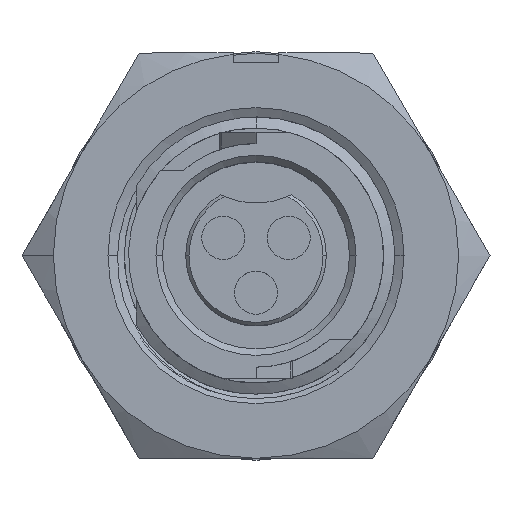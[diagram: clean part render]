
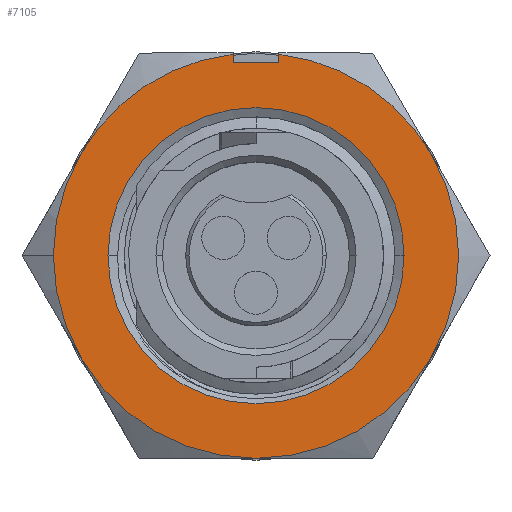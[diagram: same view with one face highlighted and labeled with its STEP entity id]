
A CAD part, top view. The second image highlights one B-rep face of the part: STEP entity #7105.
In plain terms, the highlighted planar face has unit normal (0, 0, 1).
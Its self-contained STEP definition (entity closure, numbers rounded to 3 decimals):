
#313 = EDGE_CURVE ( 'NONE', #10029, #3843, #11211, .T. ) ;
#333 = FACE_OUTER_BOUND ( 'NONE', #3816, .T. ) ;
#519 = CIRCLE ( 'NONE', #7844, 7.874 ) ;
#622 = VERTEX_POINT ( 'NONE', #7184 ) ;
#731 = CARTESIAN_POINT ( 'NONE',  ( 0., 0., 9.186 ) ) ;
#890 = CARTESIAN_POINT ( 'NONE',  ( -0.889, 7.824, 9.186 ) ) ;
#984 = CARTESIAN_POINT ( 'NONE',  ( 0., 0., 9.186 ) ) ;
#997 = DIRECTION ( 'NONE',  ( 0., 1., 0. ) ) ;
#1022 = VERTEX_POINT ( 'NONE', #890 ) ;
#1211 = VERTEX_POINT ( 'NONE', #11178 ) ;
#1459 = DIRECTION ( 'NONE',  ( 0., 0., -1. ) ) ;
#1554 = DIRECTION ( 'NONE',  ( -1., 0., 0. ) ) ;
#1665 = CARTESIAN_POINT ( 'NONE',  ( 0., 0., 9.186 ) ) ;
#1844 = EDGE_CURVE ( 'NONE', #8649, #9018, #8327, .T. ) ;
#2043 = ORIENTED_EDGE ( 'NONE', *, *, #10975, .F. ) ;
#2068 = EDGE_CURVE ( 'NONE', #1022, #5379, #4621, .T. ) ;
#2190 = DIRECTION ( 'NONE',  ( 0., 0., -1. ) ) ;
#2232 = EDGE_CURVE ( 'NONE', #3820, #10029, #519, .T. ) ;
#2308 = AXIS2_PLACEMENT_3D ( 'NONE', #12055, #3092, #6049 ) ;
#2445 = CARTESIAN_POINT ( 'NONE',  ( 0., 0., 9.186 ) ) ;
#2479 = CARTESIAN_POINT ( 'NONE',  ( 0., -15.748, 9.186 ) ) ;
#2558 = ORIENTED_EDGE ( 'NONE', *, *, #7337, .T. ) ;
#3092 = DIRECTION ( 'NONE',  ( 0., 0., -1. ) ) ;
#3304 = AXIS2_PLACEMENT_3D ( 'NONE', #12203, #2190, #6316 ) ;
#3327 = VERTEX_POINT ( 'NONE', #9040 ) ;
#3437 = CARTESIAN_POINT ( 'NONE',  ( -0.889, 8.938, 9.186 ) ) ;
#3446 = ORIENTED_EDGE ( 'NONE', *, *, #8109, .F. ) ;
#3470 = PLANE ( 'NONE',  #9135 ) ;
#3816 = EDGE_LOOP ( 'NONE', ( #11601, #5904, #3446, #12012, #6732, #2043, #11258, #11032, #12809, #11378 ) ) ;
#3820 = VERTEX_POINT ( 'NONE', #6756 ) ;
#3843 = VERTEX_POINT ( 'NONE', #8790 ) ;
#3974 = VERTEX_POINT ( 'NONE', #12639 ) ;
#4085 = CARTESIAN_POINT ( 'NONE',  ( -7.874, 0., 9.186 ) ) ;
#4323 = AXIS2_PLACEMENT_3D ( 'NONE', #731, #7653, #9765 ) ;
#4510 = CIRCLE ( 'NONE', #12856, 5.753 ) ;
#4554 = DIRECTION ( 'NONE',  ( 0., -1., 0. ) ) ;
#4621 = LINE ( 'NONE', #3437, #5320 ) ;
#5013 = EDGE_LOOP ( 'NONE', ( #8670, #2558 ) ) ;
#5218 = LINE ( 'NONE', #9226, #11611 ) ;
#5320 = VECTOR ( 'NONE', #4554, 1000. ) ;
#5379 = VERTEX_POINT ( 'NONE', #12802 ) ;
#5553 = AXIS2_PLACEMENT_3D ( 'NONE', #2445, #1459, #12392 ) ;
#5601 = EDGE_CURVE ( 'NONE', #11814, #1022, #9123, .T. ) ;
#5776 = AXIS2_PLACEMENT_3D ( 'NONE', #7620, #10646, #8548 ) ;
#5904 = ORIENTED_EDGE ( 'NONE', *, *, #12860, .F. ) ;
#6049 = DIRECTION ( 'NONE',  ( -1., 0., 0. ) ) ;
#6313 = CARTESIAN_POINT ( 'NONE',  ( -6.819, -3.937, 9.186 ) ) ;
#6316 = DIRECTION ( 'NONE',  ( -1., 0., 0. ) ) ;
#6630 = CIRCLE ( 'NONE', #4323, 5.753 ) ;
#6732 = ORIENTED_EDGE ( 'NONE', *, *, #5601, .F. ) ;
#6756 = CARTESIAN_POINT ( 'NONE',  ( 0.889, 7.824, 9.186 ) ) ;
#6925 = CIRCLE ( 'NONE', #2308, 7.874 ) ;
#7105 = ADVANCED_FACE ( 'NONE', ( #10544, #333 ), #3470, .F. ) ;
#7184 = CARTESIAN_POINT ( 'NONE',  ( 0., -7.874, 9.186 ) ) ;
#7321 = DIRECTION ( 'NONE',  ( 0., 0., -1. ) ) ;
#7337 = EDGE_CURVE ( 'NONE', #3327, #1211, #6630, .T. ) ;
#7390 = CARTESIAN_POINT ( 'NONE',  ( -6.819, 3.937, 9.186 ) ) ;
#7620 = CARTESIAN_POINT ( 'NONE',  ( 0., 0., 9.186 ) ) ;
#7653 = DIRECTION ( 'NONE',  ( 0., 0., -1. ) ) ;
#7832 = EDGE_CURVE ( 'NONE', #1211, #3327, #4510, .T. ) ;
#7844 = AXIS2_PLACEMENT_3D ( 'NONE', #1665, #8941, #9798 ) ;
#8109 = EDGE_CURVE ( 'NONE', #5379, #3974, #5218, .T. ) ;
#8327 = CIRCLE ( 'NONE', #3304, 7.874 ) ;
#8333 = CARTESIAN_POINT ( 'NONE',  ( 0., 0., 9.186 ) ) ;
#8398 = DIRECTION ( 'NONE',  ( -1., 0., 0. ) ) ;
#8548 = DIRECTION ( 'NONE',  ( -1., 0., 0. ) ) ;
#8609 = CIRCLE ( 'NONE', #10055, 7.874 ) ;
#8645 = EDGE_CURVE ( 'NONE', #622, #8649, #10785, .T. ) ;
#8649 = VERTEX_POINT ( 'NONE', #6313 ) ;
#8670 = ORIENTED_EDGE ( 'NONE', *, *, #7832, .T. ) ;
#8790 = CARTESIAN_POINT ( 'NONE',  ( 6.819, -3.937, 9.186 ) ) ;
#8941 = DIRECTION ( 'NONE',  ( 0., 0., -1. ) ) ;
#9018 = VERTEX_POINT ( 'NONE', #4085 ) ;
#9024 = VECTOR ( 'NONE', #997, 1000. ) ;
#9040 = CARTESIAN_POINT ( 'NONE',  ( -5.753, 0., 9.186 ) ) ;
#9108 = LINE ( 'NONE', #11976, #9024 ) ;
#9123 = CIRCLE ( 'NONE', #5776, 7.874 ) ;
#9135 = AXIS2_PLACEMENT_3D ( 'NONE', #2479, #7321, #1554 ) ;
#9226 = CARTESIAN_POINT ( 'NONE',  ( -0.889, 7.493, 9.186 ) ) ;
#9623 = CARTESIAN_POINT ( 'NONE',  ( 0., 0., 9.186 ) ) ;
#9765 = DIRECTION ( 'NONE',  ( -1., 0., 0. ) ) ;
#9798 = DIRECTION ( 'NONE',  ( -1., 0., 0. ) ) ;
#9817 = DIRECTION ( 'NONE',  ( -1., 0., 0. ) ) ;
#10015 = DIRECTION ( 'NONE',  ( 0., 0., -1. ) ) ;
#10029 = VERTEX_POINT ( 'NONE', #11819 ) ;
#10055 = AXIS2_PLACEMENT_3D ( 'NONE', #8333, #12436, #8398 ) ;
#10544 = FACE_BOUND ( 'NONE', #5013, .T. ) ;
#10646 = DIRECTION ( 'NONE',  ( 0., 0., -1. ) ) ;
#10785 = CIRCLE ( 'NONE', #5553, 7.874 ) ;
#10975 = EDGE_CURVE ( 'NONE', #9018, #11814, #6925, .T. ) ;
#11032 = ORIENTED_EDGE ( 'NONE', *, *, #8645, .F. ) ;
#11178 = CARTESIAN_POINT ( 'NONE',  ( 5.753, 0., 9.186 ) ) ;
#11211 = CIRCLE ( 'NONE', #11867, 7.874 ) ;
#11225 = EDGE_CURVE ( 'NONE', #3843, #622, #8609, .T. ) ;
#11258 = ORIENTED_EDGE ( 'NONE', *, *, #1844, .F. ) ;
#11378 = ORIENTED_EDGE ( 'NONE', *, *, #313, .F. ) ;
#11601 = ORIENTED_EDGE ( 'NONE', *, *, #2232, .F. ) ;
#11611 = VECTOR ( 'NONE', #12213, 1000. ) ;
#11814 = VERTEX_POINT ( 'NONE', #7390 ) ;
#11819 = CARTESIAN_POINT ( 'NONE',  ( 6.819, 3.937, 9.186 ) ) ;
#11867 = AXIS2_PLACEMENT_3D ( 'NONE', #9623, #12613, #9817 ) ;
#11976 = CARTESIAN_POINT ( 'NONE',  ( 0.889, 8.938, 9.186 ) ) ;
#12012 = ORIENTED_EDGE ( 'NONE', *, *, #2068, .F. ) ;
#12055 = CARTESIAN_POINT ( 'NONE',  ( 0., 0., 9.186 ) ) ;
#12087 = DIRECTION ( 'NONE',  ( -1., 0., 0. ) ) ;
#12203 = CARTESIAN_POINT ( 'NONE',  ( 0., 0., 9.186 ) ) ;
#12213 = DIRECTION ( 'NONE',  ( 1., 0., 0. ) ) ;
#12392 = DIRECTION ( 'NONE',  ( -1., 0., 0. ) ) ;
#12436 = DIRECTION ( 'NONE',  ( 0., 0., -1. ) ) ;
#12613 = DIRECTION ( 'NONE',  ( 0., 0., -1. ) ) ;
#12639 = CARTESIAN_POINT ( 'NONE',  ( 0.889, 7.493, 9.186 ) ) ;
#12802 = CARTESIAN_POINT ( 'NONE',  ( -0.889, 7.493, 9.186 ) ) ;
#12809 = ORIENTED_EDGE ( 'NONE', *, *, #11225, .F. ) ;
#12856 = AXIS2_PLACEMENT_3D ( 'NONE', #984, #10015, #12087 ) ;
#12860 = EDGE_CURVE ( 'NONE', #3974, #3820, #9108, .T. ) ;
